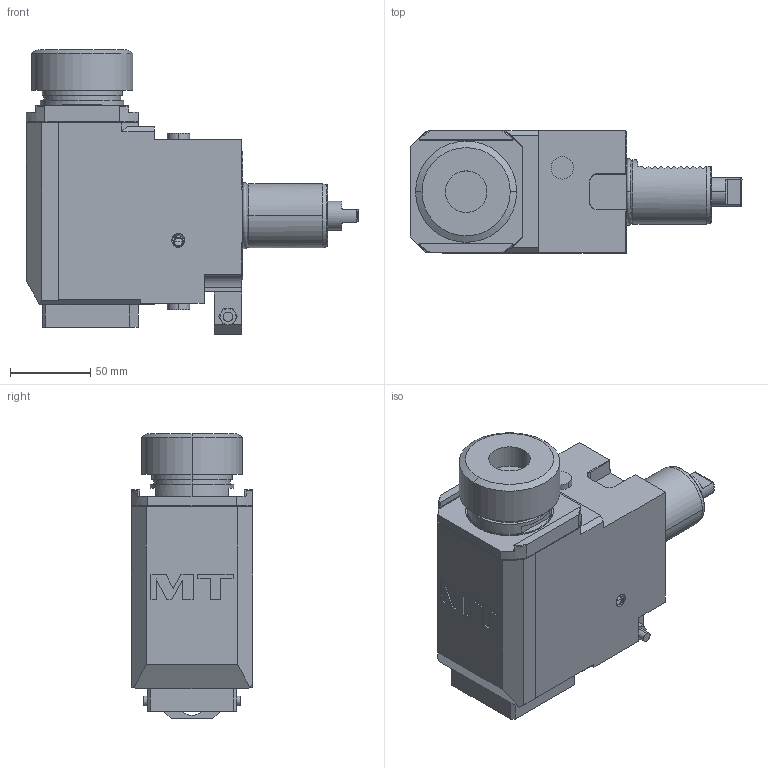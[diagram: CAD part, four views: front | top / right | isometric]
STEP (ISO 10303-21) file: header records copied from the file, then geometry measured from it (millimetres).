
FILE_DESCRIPTION((''),'2;1');
FILE_NAME('DUP0040240_CONF','2023-08-29T09:19:15',('gvalli'),('M.T. srl'),'CREO PARAMETRIC BY PTC INC, 2021072','CREO PARAMETRIC BY PTC INC, 2021072','');
FILE_SCHEMA(('CONFIG_CONTROL_DESIGN'));
Length unit declared in the file: millimetre
Products named in the file (1): DUP0040240_CONF
Bounding box: 207 x 76 x 177.66 mm (x, y, z)
Volume: 1321904.4 mm3; surface area: 105509.7 mm2
Topology: 1 solids, 1 shells, 356 faces, 921 edges, 587 vertices
Faces by surface type: plane 194, cylinder 98, cone 47, torus 13, extrusion 2, sphere 2
Entity records: 12137 total; most frequent: CARTESIAN_POINT 3536, ORIENTED_EDGE 1830, DIRECTION 1703, EDGE_CURVE 915, AXIS2_PLACEMENT_3D 592, VERTEX_POINT 587, VECTOR 519, LINE 517
